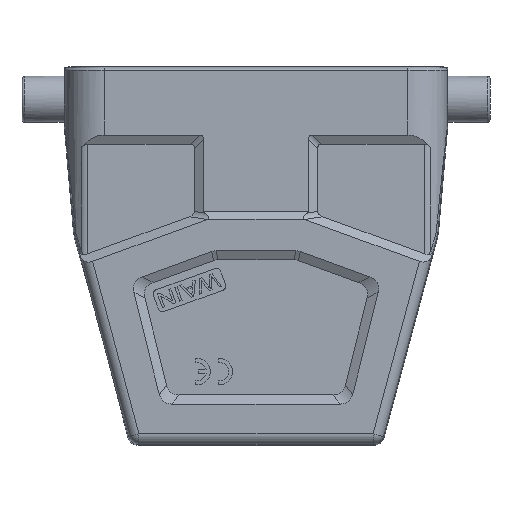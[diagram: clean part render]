
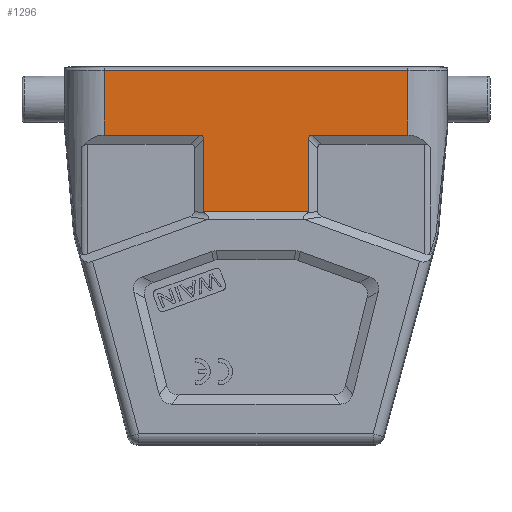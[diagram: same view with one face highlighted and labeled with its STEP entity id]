
A CAD part, front view. The second image highlights one B-rep face of the part: STEP entity #1296.
In plain terms, the highlighted planar face has unit normal (0, -1, 0).
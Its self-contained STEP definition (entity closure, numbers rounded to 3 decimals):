
#826=FACE_OUTER_BOUND('',#2241,.T.);
#1296=ADVANCED_FACE('',(#826),#1546,.T.);
#1546=PLANE('',#8935);
#1576=ELLIPSE('',#8288,3.969,1.5);
#1577=ELLIPSE('',#8292,3.969,1.5);
#2241=EDGE_LOOP('',(#5851,#5852,#5853,#5854,#5855,#5856,#5857,#5858,#5859,
#5860));
#2449=LINE('',#11756,#3159);
#2451=LINE('',#11760,#3161);
#2457=LINE('',#11777,#3167);
#2933=LINE('',#14870,#3643);
#2937=LINE('',#14930,#3647);
#2954=LINE('',#15013,#3664);
#2955=LINE('',#15017,#3665);
#2956=LINE('',#15019,#3666);
#3159=VECTOR('',#9387,1.);
#3161=VECTOR('',#9391,1.);
#3167=VECTOR('',#9405,1.);
#3643=VECTOR('',#11085,1.);
#3647=VECTOR('',#11111,1.);
#3664=VECTOR('',#11178,1.);
#3665=VECTOR('',#11183,1.);
#3666=VECTOR('',#11184,1.);
#5851=ORIENTED_EDGE('',*,*,#7839,.T.);
#5852=ORIENTED_EDGE('',*,*,#7001,.T.);
#5853=ORIENTED_EDGE('',*,*,#6998,.T.);
#5854=ORIENTED_EDGE('',*,*,#6993,.T.);
#5855=ORIENTED_EDGE('',*,*,#7853,.F.);
#5856=ORIENTED_EDGE('',*,*,#6991,.T.);
#5857=ORIENTED_EDGE('',*,*,#6988,.T.);
#5858=ORIENTED_EDGE('',*,*,#7886,.T.);
#5859=ORIENTED_EDGE('',*,*,#7888,.T.);
#5860=ORIENTED_EDGE('',*,*,#7889,.T.);
#6185=VERTEX_POINT('',#11749);
#6186=VERTEX_POINT('',#11751);
#6188=VERTEX_POINT('',#11757);
#6189=VERTEX_POINT('',#11761);
#6190=VERTEX_POINT('',#11762);
#6194=VERTEX_POINT('',#11772);
#6196=VERTEX_POINT('',#11778);
#6722=VERTEX_POINT('',#14835);
#6751=VERTEX_POINT('',#15014);
#6752=VERTEX_POINT('',#15018);
#6988=EDGE_CURVE('',#6186,#6185,#1576,.T.);
#6991=EDGE_CURVE('',#6188,#6186,#2449,.T.);
#6993=EDGE_CURVE('',#6189,#6190,#2451,.T.);
#6998=EDGE_CURVE('',#6194,#6189,#1577,.T.);
#7001=EDGE_CURVE('',#6196,#6194,#2457,.T.);
#7839=EDGE_CURVE('',#6722,#6196,#2933,.T.);
#7853=EDGE_CURVE('',#6188,#6190,#2937,.T.);
#7886=EDGE_CURVE('',#6185,#6751,#2954,.T.);
#7888=EDGE_CURVE('',#6751,#6752,#2955,.T.);
#7889=EDGE_CURVE('',#6752,#6722,#2956,.T.);
#8288=AXIS2_PLACEMENT_3D('',#11750,#9381,#9382);
#8292=AXIS2_PLACEMENT_3D('',#11771,#9398,#9399);
#8935=AXIS2_PLACEMENT_3D('',#15020,#11185,#11186);
#9381=DIRECTION('',(0.,1.,0.));
#9382=DIRECTION('',(-0.707,0.,0.707));
#9387=DIRECTION('',(0.,0.,1.));
#9391=DIRECTION('',(0.,0.,-1.));
#9398=DIRECTION('',(0.,1.,0.));
#9399=DIRECTION('',(0.707,0.,0.707));
#9405=DIRECTION('',(1.,0.,0.));
#11085=DIRECTION('',(0.,0.,-1.));
#11111=DIRECTION('',(-1.,0.,0.));
#11178=DIRECTION('',(1.,0.,0.));
#11183=DIRECTION('',(0.,0.,1.));
#11184=DIRECTION('',(-1.,0.,0.));
#11185=DIRECTION('',(0.,-1.,0.));
#11186=DIRECTION('',(1.,0.,0.));
#11749=CARTESIAN_POINT('',(10.75,-21.5,-13.));
#11750=CARTESIAN_POINT('',(13.,-21.5,-16.));
#11751=CARTESIAN_POINT('',(10.,-21.5,-13.75));
#11756=CARTESIAN_POINT('',(10.,-21.5,0.));
#11757=CARTESIAN_POINT('',(10.,-21.5,-27.456));
#11760=CARTESIAN_POINT('',(-10.,-21.5,0.));
#11761=CARTESIAN_POINT('',(-10.,-21.5,-13.75));
#11762=CARTESIAN_POINT('',(-10.,-21.5,-27.456));
#11771=CARTESIAN_POINT('',(-13.,-21.5,-16.));
#11772=CARTESIAN_POINT('',(-10.75,-21.5,-13.));
#11777=CARTESIAN_POINT('',(0.,-21.5,-13.));
#11778=CARTESIAN_POINT('',(-28.878,-21.5,-13.));
#14835=CARTESIAN_POINT('',(-28.878,-21.5,-0.783));
#14870=CARTESIAN_POINT('',(-28.878,-21.5,-11.));
#14930=CARTESIAN_POINT('',(0.,-21.5,-27.456));
#15013=CARTESIAN_POINT('',(0.,-21.5,-13.));
#15014=CARTESIAN_POINT('',(28.878,-21.5,-13.));
#15017=CARTESIAN_POINT('',(28.878,-21.5,0.));
#15018=CARTESIAN_POINT('',(28.878,-21.5,-0.783));
#15019=CARTESIAN_POINT('',(36.5,-21.5,-0.783));
#15020=CARTESIAN_POINT('',(0.,-21.5,0.));
